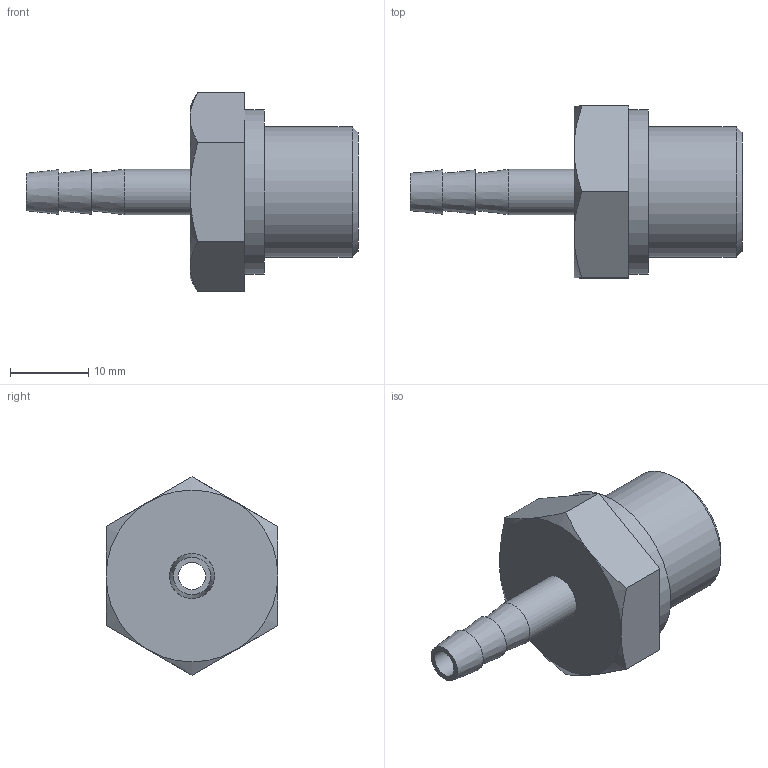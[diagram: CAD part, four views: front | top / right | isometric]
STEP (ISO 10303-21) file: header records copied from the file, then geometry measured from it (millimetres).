
FILE_DESCRIPTION(/* description */ (''),/* implementation_level */ '2;1');
FILE_NAME(/* name */ '3T150MG4038xx.stp',/* time_stamp */ '2018-01-12T16:31:19+01:00',/* author */ ('somue'),/* organization */ (''),/* preprocessor_version */ 'ST-DEVELOPER v17',/* originating_system */ 'Autodesk Inventor 2018',/* authorisation */ '');
FILE_SCHEMA (('CONFIG_CONTROL_DESIGN'));
Length unit declared in the file: millimetre
Products named in the file (1): 3T150MG4038xx
Bounding box: 42.5 x 22 x 25.4 mm (x, y, z)
Volume: 5469.1 mm3; surface area: 3240.8 mm2
Topology: 1 solids, 1 shells, 29 faces, 71 edges, 49 vertices
Faces by surface type: plane 13, cone 11, cylinder 5
Full cylindrical faces by diameter (mm): 3.5 x1, 5.8 x1, 9 x1, 16.662 x1, 21 x1
Entity records: 913 total; most frequent: CARTESIAN_POINT 174, DIRECTION 156, ORIENTED_EDGE 142, EDGE_CURVE 71, AXIS2_PLACEMENT_3D 67, VERTEX_POINT 49, CIRCLE 37, EDGE_LOOP 36
